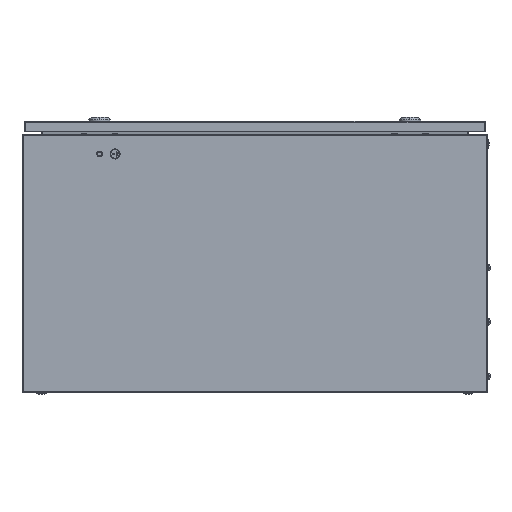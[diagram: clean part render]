
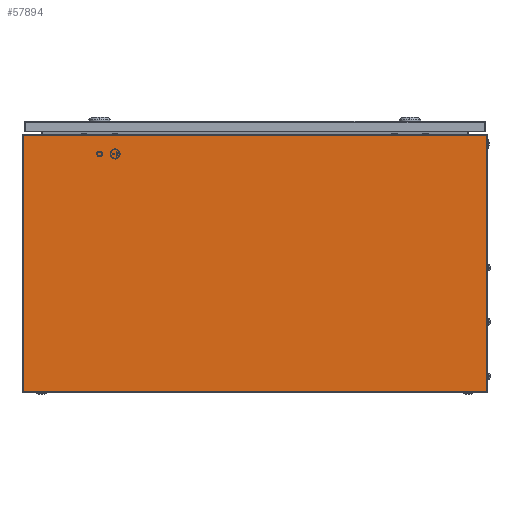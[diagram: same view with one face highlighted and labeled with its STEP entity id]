
A CAD part, left-side view. The second image highlights one B-rep face of the part: STEP entity #57894.
In plain terms, the highlighted planar face has unit normal (-1, 0, 0).
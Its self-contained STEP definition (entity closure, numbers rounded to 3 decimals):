
#34 = FACE_OUTER_BOUND ( 'NONE', #69054, .T. ) ;
#806 = PLANE ( 'NONE',  #50921 ) ;
#1565 = DIRECTION ( 'NONE',  ( 1., 0., 0. ) ) ;
#3677 = ORIENTED_EDGE ( 'NONE', *, *, #24652, .T. ) ;
#5155 = DIRECTION ( 'NONE',  ( 0., -1., 0. ) ) ;
#12592 = LINE ( 'NONE', #34894, #55413 ) ;
#15475 = ORIENTED_EDGE ( 'NONE', *, *, #42617, .F. ) ;
#16545 = DIRECTION ( 'NONE',  ( 0., 0., -1. ) ) ;
#17687 = CARTESIAN_POINT ( 'NONE',  ( 0., 0., 333. ) ) ;
#24260 = CARTESIAN_POINT ( 'NONE',  ( 0., 0., 333. ) ) ;
#24652 = EDGE_CURVE ( 'NONE', #58263, #41065, #12592, .T. ) ;
#26571 = CARTESIAN_POINT ( 'NONE',  ( 0., 0., 333. ) ) ;
#29410 = DIRECTION ( 'NONE',  ( 0., 0., -1. ) ) ;
#30309 = ORIENTED_EDGE ( 'NONE', *, *, #48671, .F. ) ;
#30676 = CARTESIAN_POINT ( 'NONE',  ( 0., 0., 0. ) ) ;
#30801 = VECTOR ( 'NONE', #58975, 1000. ) ;
#34894 = CARTESIAN_POINT ( 'NONE',  ( 0., 600., 333. ) ) ;
#39912 = ORIENTED_EDGE ( 'NONE', *, *, #46162, .T. ) ;
#40388 = LINE ( 'NONE', #70181, #56098 ) ;
#40747 = LINE ( 'NONE', #17687, #44798 ) ;
#41065 = VERTEX_POINT ( 'NONE', #62386 ) ;
#42617 = EDGE_CURVE ( 'NONE', #64257, #49457, #40388, .T. ) ;
#44798 = VECTOR ( 'NONE', #5155, 1000. ) ;
#46162 = EDGE_CURVE ( 'NONE', #41065, #49457, #70330, .T. ) ;
#48671 = EDGE_CURVE ( 'NONE', #58263, #64257, #40747, .T. ) ;
#48848 = CARTESIAN_POINT ( 'NONE',  ( 0., 600., 333. ) ) ;
#49457 = VERTEX_POINT ( 'NONE', #30676 ) ;
#50921 = AXIS2_PLACEMENT_3D ( 'NONE', #24260, #1565, #60275 ) ;
#52363 = CARTESIAN_POINT ( 'NONE',  ( 0., 0., 0. ) ) ;
#55413 = VECTOR ( 'NONE', #29410, 1000. ) ;
#56098 = VECTOR ( 'NONE', #16545, 1000. ) ;
#57894 = ADVANCED_FACE ( 'NONE', ( #34 ), #806, .F. ) ;
#58263 = VERTEX_POINT ( 'NONE', #48848 ) ;
#58975 = DIRECTION ( 'NONE',  ( 0., -1., 0. ) ) ;
#60275 = DIRECTION ( 'NONE',  ( 0., 0., -1. ) ) ;
#62386 = CARTESIAN_POINT ( 'NONE',  ( 0., 600., 0. ) ) ;
#64257 = VERTEX_POINT ( 'NONE', #26571 ) ;
#69054 = EDGE_LOOP ( 'NONE', ( #39912, #15475, #30309, #3677 ) ) ;
#70181 = CARTESIAN_POINT ( 'NONE',  ( 0., 0., 333. ) ) ;
#70330 = LINE ( 'NONE', #52363, #30801 ) ;
